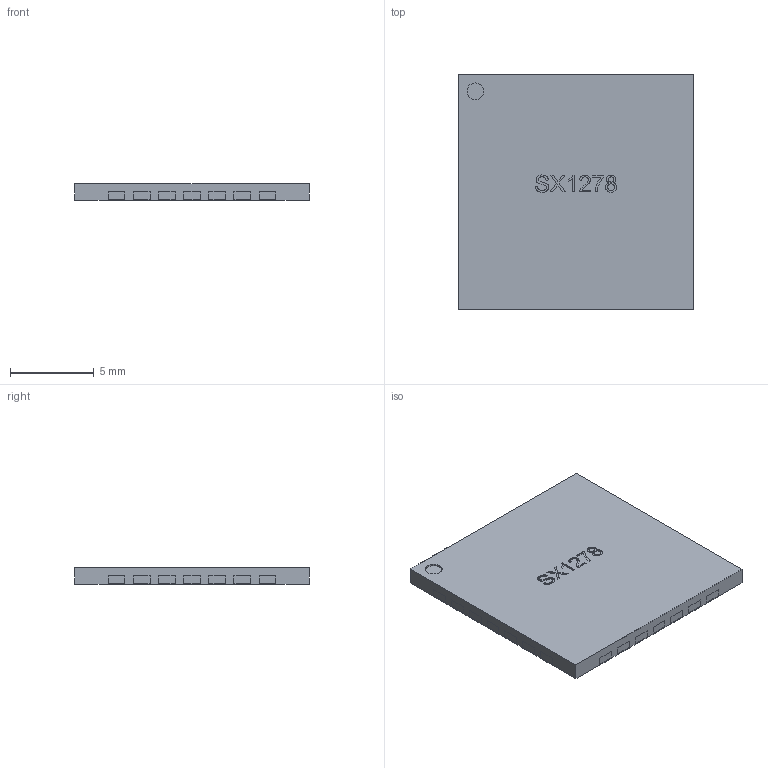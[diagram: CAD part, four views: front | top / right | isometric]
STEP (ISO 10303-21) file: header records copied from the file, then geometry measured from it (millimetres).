
FILE_DESCRIPTION(/* description */ (''),/* implementation_level */ '2;1');
FILE_NAME(/* name */ 'SX1278 v4.step',/* time_stamp */ '2021-10-13T05:06:38-03:00',/* author */ (''),/* organization */ (''),/* preprocessor_version */ 'ST-DEVELOPER v18.1',/* originating_system */ 'Autodesk Translation Framework v10.10.0.1391',/* authorisation */ '');
FILE_SCHEMA (('AUTOMOTIVE_DESIGN { 1 0 10303 214 3 1 1 }'));
Length unit declared in the file: millimetre
Products named in the file (7): SX1278; PinosE; PinosD; PinosF; PinosT; PADGND; PinosB
Assembly tree (6 placements, depth 2):
  SX1278
    PinosE
    PinosD
    PinosF
    PinosT
    PADGND
    PinosB
Bounding box: 14 x 14 x 1.01 mm (x, y, z)
Volume: 196.7 mm3; surface area: 652.1 mm2
Topology: 58 solids, 58 shells, 603 faces, 1431 edges, 954 vertices
Faces by surface type: plane 504, bspline 98, cylinder 1
Full cylindrical faces by diameter (mm): 1 x1
Entity records: 18171 total; most frequent: CARTESIAN_POINT 4667, ORIENTED_EDGE 2862, DIRECTION 2273, EDGE_CURVE 1431, LINE 1233, VECTOR 1233, VERTEX_POINT 954, EDGE_LOOP 613
